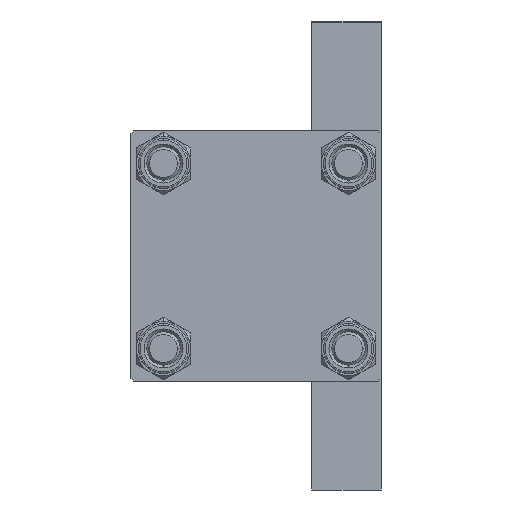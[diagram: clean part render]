
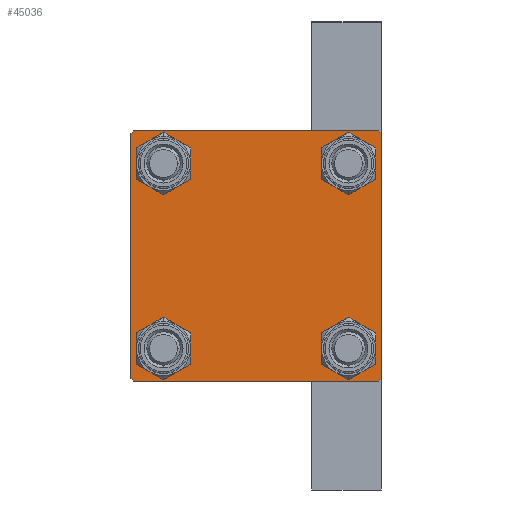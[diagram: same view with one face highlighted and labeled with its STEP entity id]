
A CAD part, left-side view. The second image highlights one B-rep face of the part: STEP entity #45036.
In plain terms, the highlighted planar face has unit normal (-1, 0, 0).
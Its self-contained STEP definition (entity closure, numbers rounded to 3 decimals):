
#123 = EDGE_CURVE ( 'NONE', #31862, #7141, #6472, .T. ) ;
#814 = CARTESIAN_POINT ( 'NONE',  ( 0., -22.5, 22. ) ) ;
#1523 = DIRECTION ( 'NONE',  ( 0., 0., 1. ) ) ;
#2068 = DIRECTION ( 'NONE',  ( 0., 0., 1. ) ) ;
#2218 = DIRECTION ( 'NONE',  ( 0., -1., 0. ) ) ;
#2332 = DIRECTION ( 'NONE',  ( 0., 0.707, 0.707 ) ) ;
#2555 = DIRECTION ( 'NONE',  ( 0., 0.707, -0.707 ) ) ;
#2564 = DIRECTION ( 'NONE',  ( 1., 0., 0. ) ) ;
#3533 = CARTESIAN_POINT ( 'NONE',  ( 0., -16.6, 16.6 ) ) ;
#3938 = EDGE_CURVE ( 'NONE', #18176, #41321, #32394, .T. ) ;
#4102 = CARTESIAN_POINT ( 'NONE',  ( 0., -22.5, -22. ) ) ;
#4277 = CARTESIAN_POINT ( 'NONE',  ( 0., 16.6, -16.6 ) ) ;
#5416 = VECTOR ( 'NONE', #2218, 1000. ) ;
#6066 = ORIENTED_EDGE ( 'NONE', *, *, #35815, .T. ) ;
#6401 = PLANE ( 'NONE',  #21640 ) ;
#6472 = CIRCLE ( 'NONE', #24997, 3.5 ) ;
#6626 = DIRECTION ( 'NONE',  ( -1., 0., 0. ) ) ;
#7141 = VERTEX_POINT ( 'NONE', #26104 ) ;
#7684 = CIRCLE ( 'NONE', #37748, 3.5 ) ;
#8220 = CARTESIAN_POINT ( 'NONE',  ( 0., 22.25, -22.25 ) ) ;
#8252 = LINE ( 'NONE', #43967, #36200 ) ;
#8552 = VERTEX_POINT ( 'NONE', #16502 ) ;
#8917 = EDGE_CURVE ( 'NONE', #33128, #31658, #7684, .T. ) ;
#9465 = EDGE_CURVE ( 'NONE', #20098, #36723, #8252, .T. ) ;
#9581 = LINE ( 'NONE', #24312, #47511 ) ;
#10014 = FACE_BOUND ( 'NONE', #42785, .T. ) ;
#10189 = LINE ( 'NONE', #10653, #5416 ) ;
#10202 = CARTESIAN_POINT ( 'NONE',  ( 0., 22.5, 22. ) ) ;
#10258 = FACE_BOUND ( 'NONE', #41349, .T. ) ;
#10278 = LINE ( 'NONE', #35853, #17220 ) ;
#10448 = DIRECTION ( 'NONE',  ( 0., 0., -1. ) ) ;
#10653 = CARTESIAN_POINT ( 'NONE',  ( 0., 22.5, -22.5 ) ) ;
#11610 = CARTESIAN_POINT ( 'NONE',  ( 0., 16.6, -13.1 ) ) ;
#12803 = VECTOR ( 'NONE', #10448, 1000. ) ;
#13842 = ORIENTED_EDGE ( 'NONE', *, *, #31513, .T. ) ;
#13965 = ORIENTED_EDGE ( 'NONE', *, *, #45429, .T. ) ;
#14014 = VECTOR ( 'NONE', #17970, 1000. ) ;
#14030 = CARTESIAN_POINT ( 'NONE',  ( 0., 16.6, -16.6 ) ) ;
#15215 = ORIENTED_EDGE ( 'NONE', *, *, #8917, .T. ) ;
#15616 = ORIENTED_EDGE ( 'NONE', *, *, #3938, .T. ) ;
#16089 = DIRECTION ( 'NONE',  ( 0., 0., -1. ) ) ;
#16222 = AXIS2_PLACEMENT_3D ( 'NONE', #4277, #26004, #33477 ) ;
#16502 = CARTESIAN_POINT ( 'NONE',  ( 0., 16.6, 13.1 ) ) ;
#16916 = DIRECTION ( 'NONE',  ( 1., 0., 0. ) ) ;
#17220 = VECTOR ( 'NONE', #2555, 1000. ) ;
#17261 = CIRCLE ( 'NONE', #36494, 3.5 ) ;
#17325 = DIRECTION ( 'NONE',  ( 0., 0., 1. ) ) ;
#17477 = CARTESIAN_POINT ( 'NONE',  ( 0., 16.6, 20.1 ) ) ;
#17753 = DIRECTION ( 'NONE',  ( 0., 0., 1. ) ) ;
#17928 = EDGE_CURVE ( 'NONE', #39525, #41806, #20887, .T. ) ;
#17970 = DIRECTION ( 'NONE',  ( 0., -1., 0. ) ) ;
#17992 = VERTEX_POINT ( 'NONE', #814 ) ;
#18065 = CARTESIAN_POINT ( 'NONE',  ( 0., 22., 22.5 ) ) ;
#18176 = VERTEX_POINT ( 'NONE', #10202 ) ;
#18364 = AXIS2_PLACEMENT_3D ( 'NONE', #20312, #16916, #43191 ) ;
#19904 = CARTESIAN_POINT ( 'NONE',  ( 0., -16.6, -20.1 ) ) ;
#20094 = CIRCLE ( 'NONE', #16222, 3.5 ) ;
#20098 = VERTEX_POINT ( 'NONE', #27491 ) ;
#20287 = EDGE_CURVE ( 'NONE', #31658, #33128, #41054, .T. ) ;
#20312 = CARTESIAN_POINT ( 'NONE',  ( 0., 16.6, 16.6 ) ) ;
#20887 = LINE ( 'NONE', #29068, #14014 ) ;
#21051 = DIRECTION ( 'NONE',  ( 1., 0., 0. ) ) ;
#21119 = EDGE_LOOP ( 'NONE', ( #15215, #37988 ) ) ;
#21191 = DIRECTION ( 'NONE',  ( 1., 0., 0. ) ) ;
#21348 = DIRECTION ( 'NONE',  ( 0., 0., 1. ) ) ;
#21640 = AXIS2_PLACEMENT_3D ( 'NONE', #36296, #6626, #21348 ) ;
#22696 = ORIENTED_EDGE ( 'NONE', *, *, #31321, .F. ) ;
#23193 = VECTOR ( 'NONE', #26347, 1000. ) ;
#23256 = DIRECTION ( 'NONE',  ( 1., 0., 0. ) ) ;
#24312 = CARTESIAN_POINT ( 'NONE',  ( 0., -22.25, 22.25 ) ) ;
#24876 = EDGE_CURVE ( 'NONE', #39525, #18176, #10278, .T. ) ;
#24962 = CARTESIAN_POINT ( 'NONE',  ( 0., -16.6, 13.1 ) ) ;
#24997 = AXIS2_PLACEMENT_3D ( 'NONE', #3533, #21191, #17325 ) ;
#25679 = CARTESIAN_POINT ( 'NONE',  ( 0., -16.6, -13.1 ) ) ;
#26004 = DIRECTION ( 'NONE',  ( 1., 0., 0. ) ) ;
#26061 = CARTESIAN_POINT ( 'NONE',  ( 0., -16.6, -16.6 ) ) ;
#26104 = CARTESIAN_POINT ( 'NONE',  ( 0., -16.6, 20.1 ) ) ;
#26347 = DIRECTION ( 'NONE',  ( 0., -0.707, -0.707 ) ) ;
#27491 = CARTESIAN_POINT ( 'NONE',  ( 0., -22., -22.5 ) ) ;
#28156 = DIRECTION ( 'NONE',  ( 1., 0., 0. ) ) ;
#28837 = FACE_BOUND ( 'NONE', #43861, .T. ) ;
#28967 = DIRECTION ( 'NONE',  ( 0., 0., 1. ) ) ;
#28983 = ORIENTED_EDGE ( 'NONE', *, *, #123, .T. ) ;
#29068 = CARTESIAN_POINT ( 'NONE',  ( 0., 22.5, 22.5 ) ) ;
#31321 = EDGE_CURVE ( 'NONE', #17992, #36723, #38517, .T. ) ;
#31513 = EDGE_CURVE ( 'NONE', #8552, #44146, #17261, .T. ) ;
#31629 = EDGE_LOOP ( 'NONE', ( #15616, #13965, #47173, #44162, #22696, #40312, #42624, #38514 ) ) ;
#31658 = VERTEX_POINT ( 'NONE', #19904 ) ;
#31862 = VERTEX_POINT ( 'NONE', #24962 ) ;
#32324 = EDGE_CURVE ( 'NONE', #17992, #41806, #9581, .T. ) ;
#32394 = LINE ( 'NONE', #43481, #12803 ) ;
#32988 = CIRCLE ( 'NONE', #18364, 3.5 ) ;
#33052 = CIRCLE ( 'NONE', #47682, 3.5 ) ;
#33128 = VERTEX_POINT ( 'NONE', #25679 ) ;
#33477 = DIRECTION ( 'NONE',  ( 0., 0., 1. ) ) ;
#34677 = CARTESIAN_POINT ( 'NONE',  ( 0., 22., -22.5 ) ) ;
#34909 = ORIENTED_EDGE ( 'NONE', *, *, #43821, .T. ) ;
#35815 = EDGE_CURVE ( 'NONE', #44146, #8552, #32988, .T. ) ;
#35853 = CARTESIAN_POINT ( 'NONE',  ( 0., 22.25, 22.25 ) ) ;
#36200 = VECTOR ( 'NONE', #40595, 1000. ) ;
#36296 = CARTESIAN_POINT ( 'NONE',  ( 0., 0., 0. ) ) ;
#36494 = AXIS2_PLACEMENT_3D ( 'NONE', #43081, #2564, #17753 ) ;
#36723 = VERTEX_POINT ( 'NONE', #4102 ) ;
#36945 = LINE ( 'NONE', #8220, #23193 ) ;
#37221 = VERTEX_POINT ( 'NONE', #34677 ) ;
#37303 = VECTOR ( 'NONE', #16089, 1000. ) ;
#37566 = CARTESIAN_POINT ( 'NONE',  ( 0., 22.5, -22. ) ) ;
#37748 = AXIS2_PLACEMENT_3D ( 'NONE', #26061, #44612, #28967 ) ;
#37807 = AXIS2_PLACEMENT_3D ( 'NONE', #37961, #23256, #1523 ) ;
#37961 = CARTESIAN_POINT ( 'NONE',  ( 0., -16.6, 16.6 ) ) ;
#37988 = ORIENTED_EDGE ( 'NONE', *, *, #20287, .T. ) ;
#38514 = ORIENTED_EDGE ( 'NONE', *, *, #24876, .T. ) ;
#38517 = LINE ( 'NONE', #38988, #37303 ) ;
#38558 = CIRCLE ( 'NONE', #37807, 3.5 ) ;
#38988 = CARTESIAN_POINT ( 'NONE',  ( 0., -22.5, 22.5 ) ) ;
#39196 = CARTESIAN_POINT ( 'NONE',  ( 0., 16.6, -20.1 ) ) ;
#39436 = FACE_OUTER_BOUND ( 'NONE', #31629, .T. ) ;
#39525 = VERTEX_POINT ( 'NONE', #18065 ) ;
#40172 = EDGE_CURVE ( 'NONE', #44910, #45465, #33052, .T. ) ;
#40284 = AXIS2_PLACEMENT_3D ( 'NONE', #45747, #28156, #2068 ) ;
#40312 = ORIENTED_EDGE ( 'NONE', *, *, #32324, .T. ) ;
#40595 = DIRECTION ( 'NONE',  ( 0., -0.707, 0.707 ) ) ;
#41054 = CIRCLE ( 'NONE', #40284, 3.5 ) ;
#41321 = VERTEX_POINT ( 'NONE', #37566 ) ;
#41349 = EDGE_LOOP ( 'NONE', ( #46472, #28983 ) ) ;
#41806 = VERTEX_POINT ( 'NONE', #45930 ) ;
#42624 = ORIENTED_EDGE ( 'NONE', *, *, #17928, .F. ) ;
#42785 = EDGE_LOOP ( 'NONE', ( #6066, #13842 ) ) ;
#43052 = FACE_BOUND ( 'NONE', #21119, .T. ) ;
#43081 = CARTESIAN_POINT ( 'NONE',  ( 0., 16.6, 16.6 ) ) ;
#43191 = DIRECTION ( 'NONE',  ( 0., 0., 1. ) ) ;
#43481 = CARTESIAN_POINT ( 'NONE',  ( 0., 22.5, 22.5 ) ) ;
#43821 = EDGE_CURVE ( 'NONE', #45465, #44910, #20094, .T. ) ;
#43861 = EDGE_LOOP ( 'NONE', ( #34909, #46117 ) ) ;
#43967 = CARTESIAN_POINT ( 'NONE',  ( 0., -22.25, -22.25 ) ) ;
#44146 = VERTEX_POINT ( 'NONE', #17477 ) ;
#44162 = ORIENTED_EDGE ( 'NONE', *, *, #9465, .T. ) ;
#44353 = EDGE_CURVE ( 'NONE', #37221, #20098, #10189, .T. ) ;
#44612 = DIRECTION ( 'NONE',  ( 1., 0., 0. ) ) ;
#44910 = VERTEX_POINT ( 'NONE', #39196 ) ;
#45036 = ADVANCED_FACE ( 'NONE', ( #10258, #43052, #28837, #10014, #39436 ), #6401, .T. ) ;
#45154 = EDGE_CURVE ( 'NONE', #7141, #31862, #38558, .T. ) ;
#45429 = EDGE_CURVE ( 'NONE', #41321, #37221, #36945, .T. ) ;
#45465 = VERTEX_POINT ( 'NONE', #11610 ) ;
#45747 = CARTESIAN_POINT ( 'NONE',  ( 0., -16.6, -16.6 ) ) ;
#45930 = CARTESIAN_POINT ( 'NONE',  ( 0., -22., 22.5 ) ) ;
#46117 = ORIENTED_EDGE ( 'NONE', *, *, #40172, .T. ) ;
#46472 = ORIENTED_EDGE ( 'NONE', *, *, #45154, .T. ) ;
#47173 = ORIENTED_EDGE ( 'NONE', *, *, #44353, .T. ) ;
#47318 = DIRECTION ( 'NONE',  ( 0., 0., 1. ) ) ;
#47511 = VECTOR ( 'NONE', #2332, 1000. ) ;
#47682 = AXIS2_PLACEMENT_3D ( 'NONE', #14030, #21051, #47318 ) ;
